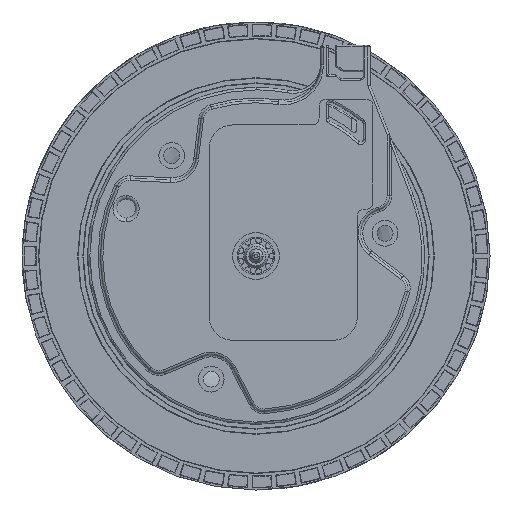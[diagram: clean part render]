
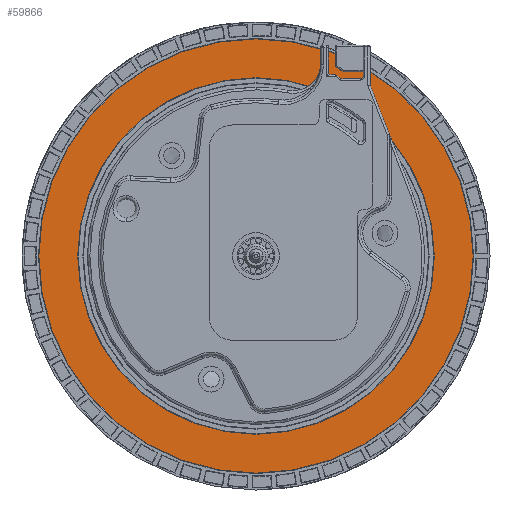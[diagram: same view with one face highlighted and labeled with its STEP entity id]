
A CAD part, front view. The second image highlights one B-rep face of the part: STEP entity #59866.
In plain terms, the highlighted planar face has unit normal (0, -1, 0).
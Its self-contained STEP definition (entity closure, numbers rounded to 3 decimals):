
#572 = PLANE ( 'NONE',  #19350 ) ;
#1157 = FACE_OUTER_BOUND ( 'NONE', #68054, .T. ) ;
#3202 = ORIENTED_EDGE ( 'NONE', *, *, #62180, .F. ) ;
#4684 = EDGE_CURVE ( 'NONE', #48351, #21512, #10389, .T. ) ;
#5095 = EDGE_LOOP ( 'NONE', ( #5976, #51850 ) ) ;
#5976 = ORIENTED_EDGE ( 'NONE', *, *, #20241, .F. ) ;
#7203 = VERTEX_POINT ( 'NONE', #73120 ) ;
#9474 = CARTESIAN_POINT ( 'NONE',  ( 13.031, 6.4, 35.802 ) ) ;
#9516 = CARTESIAN_POINT ( 'NONE',  ( 0., 6.4, 0. ) ) ;
#10389 = CIRCLE ( 'NONE', #38718, 38.1 ) ;
#13225 = DIRECTION ( 'NONE',  ( 0., 0., -1. ) ) ;
#19350 = AXIS2_PLACEMENT_3D ( 'NONE', #23167, #28405, #34803 ) ;
#20241 = EDGE_CURVE ( 'NONE', #21512, #48351, #24789, .T. ) ;
#21512 = VERTEX_POINT ( 'NONE', #9474 ) ;
#23167 = CARTESIAN_POINT ( 'NONE',  ( 0., 6.4, 0. ) ) ;
#24789 = CIRCLE ( 'NONE', #72200, 38.1 ) ;
#27323 = ORIENTED_EDGE ( 'NONE', *, *, #59088, .F. ) ;
#27844 = CARTESIAN_POINT ( 'NONE',  ( 0., 6.4, 0. ) ) ;
#28405 = DIRECTION ( 'NONE',  ( 0., 1., 0. ) ) ;
#32096 = CARTESIAN_POINT ( 'NONE',  ( 0., 6.4, 0. ) ) ;
#34803 = DIRECTION ( 'NONE',  ( 1., 0., 0. ) ) ;
#38718 = AXIS2_PLACEMENT_3D ( 'NONE', #9516, #47851, #54252 ) ;
#39326 = DIRECTION ( 'NONE',  ( 0., 1., 0. ) ) ;
#41656 = DIRECTION ( 'NONE',  ( 0., 1., 0. ) ) ;
#47851 = DIRECTION ( 'NONE',  ( 0., -1., 0. ) ) ;
#48351 = VERTEX_POINT ( 'NONE', #73991 ) ;
#51850 = ORIENTED_EDGE ( 'NONE', *, *, #4684, .F. ) ;
#51927 = FACE_BOUND ( 'NONE', #5095, .T. ) ;
#54252 = DIRECTION ( 'NONE',  ( -0.342, 0., -0.94 ) ) ;
#55286 = CARTESIAN_POINT ( 'NONE',  ( 0., 6.4, 0. ) ) ;
#58775 = CIRCLE ( 'NONE', #81942, 46.4 ) ;
#59088 = EDGE_CURVE ( 'NONE', #7203, #70550, #71045, .T. ) ;
#59866 = ADVANCED_FACE ( 'NONE', ( #1157, #51927 ), #572, .F. ) ;
#60146 = DIRECTION ( 'NONE',  ( 0.342, 0., 0.94 ) ) ;
#62180 = EDGE_CURVE ( 'NONE', #70550, #7203, #58775, .T. ) ;
#68054 = EDGE_LOOP ( 'NONE', ( #3202, #27323 ) ) ;
#70550 = VERTEX_POINT ( 'NONE', #74151 ) ;
#71045 = CIRCLE ( 'NONE', #79633, 46.4 ) ;
#72200 = AXIS2_PLACEMENT_3D ( 'NONE', #27844, #78881, #60146 ) ;
#73120 = CARTESIAN_POINT ( 'NONE',  ( 0., 6.4, 46.4 ) ) ;
#73750 = DIRECTION ( 'NONE',  ( 0., 0., 1. ) ) ;
#73991 = CARTESIAN_POINT ( 'NONE',  ( -13.031, 6.4, -35.802 ) ) ;
#74151 = CARTESIAN_POINT ( 'NONE',  ( 0., 6.4, -46.4 ) ) ;
#78881 = DIRECTION ( 'NONE',  ( 0., -1., 0. ) ) ;
#79633 = AXIS2_PLACEMENT_3D ( 'NONE', #55286, #41656, #73750 ) ;
#81942 = AXIS2_PLACEMENT_3D ( 'NONE', #32096, #39326, #13225 ) ;
